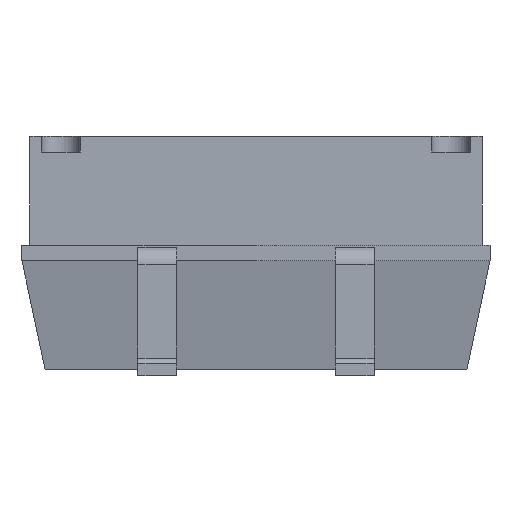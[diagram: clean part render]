
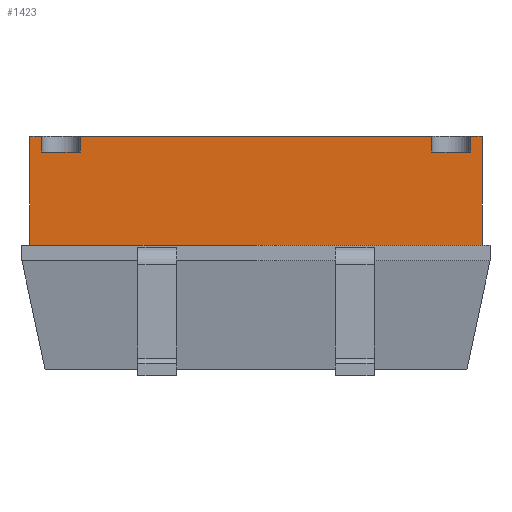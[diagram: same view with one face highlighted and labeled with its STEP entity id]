
A CAD part, left-side view. The second image highlights one B-rep face of the part: STEP entity #1423.
In plain terms, the highlighted planar face has unit normal (-1, 0, 0).
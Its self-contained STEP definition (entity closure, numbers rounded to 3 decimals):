
#13=DIRECTION('',(0.,0.,1.));
#52=DIRECTION('',(-1.,0.,0.));
#58=VECTOR('',#59,1.);
#59=DIRECTION('',(0.,-1.,0.));
#108=VECTOR('',#109,1.);
#109=DIRECTION('',(0.,0.,-1.));
#263=VECTOR('',#13,1.);
#591=VERTEX_POINT('',#592);
#592=CARTESIAN_POINT('',(-3.,2.91,1.7));
#606=VERTEX_POINT('',#607);
#607=CARTESIAN_POINT('',(-3.,-2.91,1.7));
#852=EDGE_CURVE('',#591,#606,#853,.T.);
#853=LINE('',#592,#58);
#1165=EDGE_CURVE('',#591,#1166,#1168,.T.);
#1166=VERTEX_POINT('',#1167);
#1167=CARTESIAN_POINT('',(-3.,2.91,3.1));
#1168=B_SPLINE_CURVE_WITH_KNOTS('',1,(#592,#1167),.UNSPECIFIED.,.F.,.F.,(2,2),(0.,1.),.PIECEWISE_BEZIER_KNOTS.);
#1182=VERTEX_POINT('',#1183);
#1183=CARTESIAN_POINT('',(-3.,-2.91,3.1));
#1186=EDGE_CURVE('',#606,#1182,#1187,.T.);
#1187=B_SPLINE_CURVE_WITH_KNOTS('',1,(#607,#1183),.UNSPECIFIED.,.F.,.F.,(2,2),(0.,1.),.PIECEWISE_BEZIER_KNOTS.);
#1193=ORIENTED_EDGE('',*,*,#1194,.F.);
#1194=EDGE_CURVE('',#1195,#1182,#1197,.T.);
#1195=VERTEX_POINT('',#1196);
#1196=CARTESIAN_POINT('',(-3.,-2.76,3.1));
#1197=LINE('',#1167,#58);
#1213=VERTEX_POINT('',#1214);
#1214=CARTESIAN_POINT('',(-3.,-2.26,3.1));
#1216=ORIENTED_EDGE('',*,*,#1217,.F.);
#1217=EDGE_CURVE('',#1218,#1213,#1197,.T.);
#1218=VERTEX_POINT('',#1219);
#1219=CARTESIAN_POINT('',(-3.,2.26,3.1));
#1235=VERTEX_POINT('',#1236);
#1236=CARTESIAN_POINT('',(-3.,2.76,3.1));
#1238=ORIENTED_EDGE('',*,*,#1239,.F.);
#1239=EDGE_CURVE('',#1166,#1235,#1197,.T.);
#1423=ADVANCED_FACE('',(#1424),#1457,.T.);
#1424=FACE_BOUND('',#1425,.T.);
#1425=EDGE_LOOP('',(#1426,#1427,#1428,#1193,#1429,#1434,#1440,#1216,#1443,#1448,#1454,#1238));
#1426=ORIENTED_EDGE('',*,*,#1165,.F.);
#1427=ORIENTED_EDGE('',*,*,#852,.T.);
#1428=ORIENTED_EDGE('',*,*,#1186,.T.);
#1429=ORIENTED_EDGE('',*,*,#1430,.F.);
#1430=EDGE_CURVE('',#1431,#1195,#1433,.T.);
#1431=VERTEX_POINT('',#1432);
#1432=CARTESIAN_POINT('',(-3.,-2.76,2.9));
#1433=LINE('',#1196,#263);
#1434=ORIENTED_EDGE('',*,*,#1435,.F.);
#1435=EDGE_CURVE('',#1436,#1431,#1438,.T.);
#1436=VERTEX_POINT('',#1437);
#1437=CARTESIAN_POINT('',(-3.,-2.26,2.9));
#1438=LINE('',#1439,#58);
#1439=CARTESIAN_POINT('',(-3.,0.2,2.9));
#1440=ORIENTED_EDGE('',*,*,#1441,.F.);
#1441=EDGE_CURVE('',#1213,#1436,#1442,.T.);
#1442=LINE('',#1214,#108);
#1443=ORIENTED_EDGE('',*,*,#1444,.F.);
#1444=EDGE_CURVE('',#1445,#1218,#1447,.T.);
#1445=VERTEX_POINT('',#1446);
#1446=CARTESIAN_POINT('',(-3.,2.26,2.9));
#1447=LINE('',#1219,#263);
#1448=ORIENTED_EDGE('',*,*,#1449,.F.);
#1449=EDGE_CURVE('',#1450,#1445,#1452,.T.);
#1450=VERTEX_POINT('',#1451);
#1451=CARTESIAN_POINT('',(-3.,2.76,2.9));
#1452=LINE('',#1453,#58);
#1453=CARTESIAN_POINT('',(-3.,2.71,2.9));
#1454=ORIENTED_EDGE('',*,*,#1455,.F.);
#1455=EDGE_CURVE('',#1235,#1450,#1456,.T.);
#1456=LINE('',#1236,#108);
#1457=PLANE('',#1458);
#1458=AXIS2_PLACEMENT_3D('',#1167,#52,#59);
